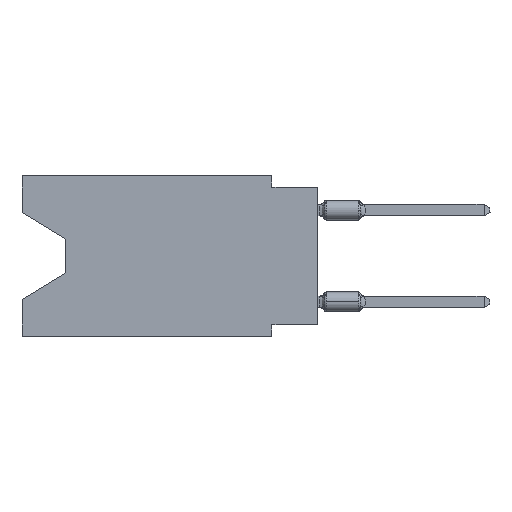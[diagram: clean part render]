
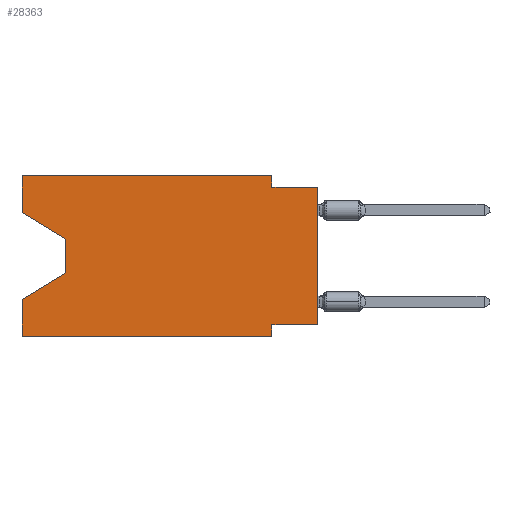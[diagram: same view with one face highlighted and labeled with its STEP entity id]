
A CAD part, left-side view. The second image highlights one B-rep face of the part: STEP entity #28363.
In plain terms, the highlighted planar face has unit normal (-1, 0, 0).
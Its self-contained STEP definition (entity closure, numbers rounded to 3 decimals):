
#33 = VERTEX_POINT ( 'NONE', #32984 ) ;
#355 = VERTEX_POINT ( 'NONE', #44955 ) ;
#2982 = EDGE_CURVE ( 'NONE', #38588, #12246, #6154, .T. ) ;
#3856 = VECTOR ( 'NONE', #20913, 1000. ) ;
#3892 = LINE ( 'NONE', #30119, #3856 ) ;
#4063 = CARTESIAN_POINT ( 'NONE',  ( 0., 16.383, -2.038 ) ) ;
#4137 = LINE ( 'NONE', #50258, #31486 ) ;
#4470 = DIRECTION ( 'NONE',  ( 0., -1., 0. ) ) ;
#5005 = ORIENTED_EDGE ( 'NONE', *, *, #45546, .T. ) ;
#5524 = ORIENTED_EDGE ( 'NONE', *, *, #29291, .F. ) ;
#6154 = LINE ( 'NONE', #23733, #34583 ) ;
#6559 = VECTOR ( 'NONE', #22816, 1000. ) ;
#7243 = CARTESIAN_POINT ( 'NONE',  ( 0., 2.54, -8.89 ) ) ;
#7665 = CARTESIAN_POINT ( 'NONE',  ( 0., 13.97, -3.505 ) ) ;
#8072 = ORIENTED_EDGE ( 'NONE', *, *, #48881, .T. ) ;
#8205 = CARTESIAN_POINT ( 'NONE',  ( 0., 0., 0. ) ) ;
#8650 = LINE ( 'NONE', #50877, #38645 ) ;
#10119 = AXIS2_PLACEMENT_3D ( 'NONE', #17527, #13057, #18075 ) ;
#10652 = VECTOR ( 'NONE', #39943, 1000. ) ;
#11430 = ORIENTED_EDGE ( 'NONE', *, *, #50544, .F. ) ;
#12174 = CARTESIAN_POINT ( 'NONE',  ( 0., 0., -8.255 ) ) ;
#12246 = VERTEX_POINT ( 'NONE', #35878 ) ;
#13057 = DIRECTION ( 'NONE',  ( 1., 0., 0. ) ) ;
#13118 = LINE ( 'NONE', #16478, #18165 ) ;
#13651 = VERTEX_POINT ( 'NONE', #15063 ) ;
#13930 = VERTEX_POINT ( 'NONE', #26234 ) ;
#14534 = DIRECTION ( 'NONE',  ( 0., 0., 1. ) ) ;
#14539 = VECTOR ( 'NONE', #21723, 1000. ) ;
#14754 = DIRECTION ( 'NONE',  ( 0., 0., -1. ) ) ;
#14814 = LINE ( 'NONE', #52888, #35509 ) ;
#15063 = CARTESIAN_POINT ( 'NONE',  ( 0., 2.54, -0.635 ) ) ;
#15510 = ORIENTED_EDGE ( 'NONE', *, *, #28392, .T. ) ;
#16478 = CARTESIAN_POINT ( 'NONE',  ( 0., 2.54, 0. ) ) ;
#17527 = CARTESIAN_POINT ( 'NONE',  ( 0., 16.383, 0. ) ) ;
#18075 = DIRECTION ( 'NONE',  ( 0., 0., -1. ) ) ;
#18165 = VECTOR ( 'NONE', #38555, 1000. ) ;
#18586 = ORIENTED_EDGE ( 'NONE', *, *, #50676, .F. ) ;
#19213 = CARTESIAN_POINT ( 'NONE',  ( 0., 16.383, -2.038 ) ) ;
#19611 = ORIENTED_EDGE ( 'NONE', *, *, #51392, .F. ) ;
#20913 = DIRECTION ( 'NONE',  ( 0., 1., 0. ) ) ;
#21723 = DIRECTION ( 'NONE',  ( 0., -1., 0. ) ) ;
#21727 = LINE ( 'NONE', #51383, #6559 ) ;
#21999 = FACE_OUTER_BOUND ( 'NONE', #38968, .T. ) ;
#22816 = DIRECTION ( 'NONE',  ( 0., 0., -1. ) ) ;
#23733 = CARTESIAN_POINT ( 'NONE',  ( 0., 16.383, 0. ) ) ;
#25223 = VERTEX_POINT ( 'NONE', #44706 ) ;
#26234 = CARTESIAN_POINT ( 'NONE',  ( 0., 16.383, -8.89 ) ) ;
#27150 = VECTOR ( 'NONE', #36263, 1000. ) ;
#27341 = CARTESIAN_POINT ( 'NONE',  ( 0., 2.54, -8.89 ) ) ;
#28363 = ADVANCED_FACE ( 'NONE', ( #21999 ), #43504, .F. ) ;
#28392 = EDGE_CURVE ( 'NONE', #31163, #25223, #21727, .T. ) ;
#28858 = LINE ( 'NONE', #8205, #42842 ) ;
#29291 = EDGE_CURVE ( 'NONE', #34925, #37024, #3892, .T. ) ;
#29691 = DIRECTION ( 'NONE',  ( 0., 0., 1. ) ) ;
#30119 = CARTESIAN_POINT ( 'NONE',  ( 0., 0., -8.255 ) ) ;
#30208 = CARTESIAN_POINT ( 'NONE',  ( 0., 2.54, -8.255 ) ) ;
#31163 = VERTEX_POINT ( 'NONE', #7665 ) ;
#31486 = VECTOR ( 'NONE', #38194, 1000. ) ;
#31554 = CARTESIAN_POINT ( 'NONE',  ( 0., 16.383, 0. ) ) ;
#32074 = LINE ( 'NONE', #27341, #52320 ) ;
#32621 = CARTESIAN_POINT ( 'NONE',  ( 0., 2.54, 0. ) ) ;
#32984 = CARTESIAN_POINT ( 'NONE',  ( 0., 16.383, -6.852 ) ) ;
#33150 = VERTEX_POINT ( 'NONE', #7243 ) ;
#34583 = VECTOR ( 'NONE', #14534, 1000. ) ;
#34925 = VERTEX_POINT ( 'NONE', #12174 ) ;
#35509 = VECTOR ( 'NONE', #40530, 1000. ) ;
#35878 = CARTESIAN_POINT ( 'NONE',  ( 0., 16.383, 0. ) ) ;
#36263 = DIRECTION ( 'NONE',  ( 0., -0.855, -0.519 ) ) ;
#37024 = VERTEX_POINT ( 'NONE', #30208 ) ;
#38194 = DIRECTION ( 'NONE',  ( 0., -1., 0. ) ) ;
#38555 = DIRECTION ( 'NONE',  ( 0., 0., -1. ) ) ;
#38588 = VERTEX_POINT ( 'NONE', #4063 ) ;
#38645 = VECTOR ( 'NONE', #4470, 1000. ) ;
#38850 = ORIENTED_EDGE ( 'NONE', *, *, #51692, .T. ) ;
#38968 = EDGE_LOOP ( 'NONE', ( #38850, #15510, #41204, #41196, #8072, #43927, #5524, #5005, #11430, #19611, #18586, #40054 ) ) ;
#39211 = EDGE_CURVE ( 'NONE', #25223, #33, #14814, .T. ) ;
#39809 = VERTEX_POINT ( 'NONE', #32621 ) ;
#39943 = DIRECTION ( 'NONE',  ( 0., 0., 1. ) ) ;
#40054 = ORIENTED_EDGE ( 'NONE', *, *, #2982, .F. ) ;
#40530 = DIRECTION ( 'NONE',  ( 0., 0.855, -0.519 ) ) ;
#41196 = ORIENTED_EDGE ( 'NONE', *, *, #44609, .F. ) ;
#41204 = ORIENTED_EDGE ( 'NONE', *, *, #39211, .T. ) ;
#42842 = VECTOR ( 'NONE', #29691, 1000. ) ;
#43501 = CARTESIAN_POINT ( 'NONE',  ( 0., 16.383, 0. ) ) ;
#43504 = PLANE ( 'NONE',  #10119 ) ;
#43927 = ORIENTED_EDGE ( 'NONE', *, *, #53571, .F. ) ;
#44609 = EDGE_CURVE ( 'NONE', #13930, #33, #52029, .T. ) ;
#44669 = LINE ( 'NONE', #19213, #27150 ) ;
#44706 = CARTESIAN_POINT ( 'NONE',  ( 0., 13.97, -5.385 ) ) ;
#44955 = CARTESIAN_POINT ( 'NONE',  ( 0., 0., -0.635 ) ) ;
#45546 = EDGE_CURVE ( 'NONE', #34925, #355, #28858, .T. ) ;
#48278 = LINE ( 'NONE', #43501, #14539 ) ;
#48881 = EDGE_CURVE ( 'NONE', #13930, #33150, #8650, .T. ) ;
#50258 = CARTESIAN_POINT ( 'NONE',  ( 0., 0., -0.635 ) ) ;
#50544 = EDGE_CURVE ( 'NONE', #13651, #355, #4137, .T. ) ;
#50676 = EDGE_CURVE ( 'NONE', #12246, #39809, #48278, .T. ) ;
#50877 = CARTESIAN_POINT ( 'NONE',  ( 0., 16.383, -8.89 ) ) ;
#51383 = CARTESIAN_POINT ( 'NONE',  ( 0., 13.97, -3.505 ) ) ;
#51392 = EDGE_CURVE ( 'NONE', #39809, #13651, #13118, .T. ) ;
#51692 = EDGE_CURVE ( 'NONE', #38588, #31163, #44669, .T. ) ;
#52029 = LINE ( 'NONE', #31554, #10652 ) ;
#52320 = VECTOR ( 'NONE', #14754, 1000. ) ;
#52888 = CARTESIAN_POINT ( 'NONE',  ( 0., 13.97, -5.385 ) ) ;
#53571 = EDGE_CURVE ( 'NONE', #37024, #33150, #32074, .T. ) ;
